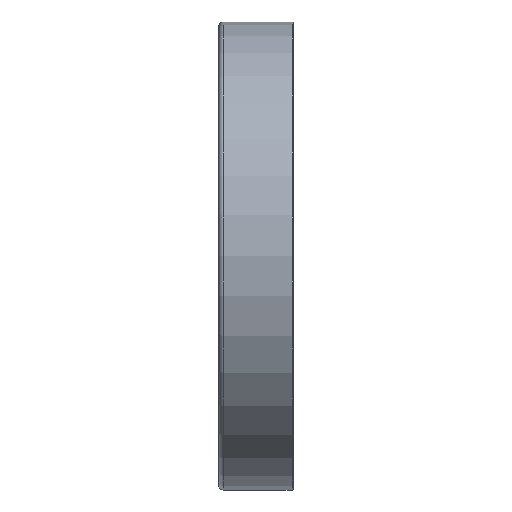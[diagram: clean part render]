
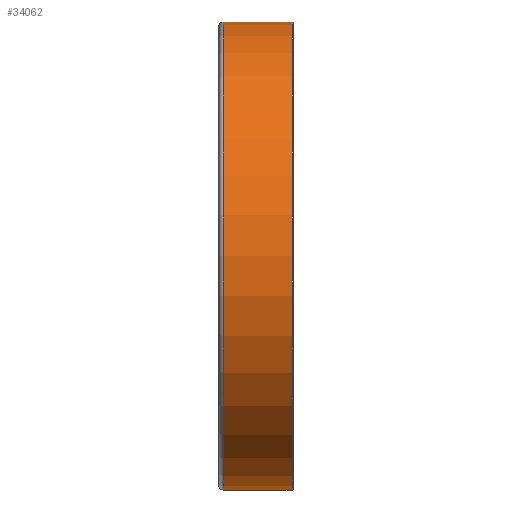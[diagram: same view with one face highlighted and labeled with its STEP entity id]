
A CAD part, top view. The second image highlights one B-rep face of the part: STEP entity #34062.
In plain terms, the highlighted cylindrical face has radius 50 mm (diameter 100 mm), a partial arc.
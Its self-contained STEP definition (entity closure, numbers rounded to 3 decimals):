
#24437=DIRECTION('',(-1.,0.,0.));
#24438=VECTOR('',#24437,14.7);
#24439=CARTESIAN_POINT('',(7.7,50.,0.));
#24440=LINE('',#24439,#24438);
#24444=DIRECTION('',(-1.,0.,0.));
#24445=VECTOR('',#24444,14.7);
#24446=CARTESIAN_POINT('',(7.7,-50.,0.));
#24447=LINE('',#24446,#24445);
#24459=CARTESIAN_POINT('',(7.7,0.,0.));
#24460=DIRECTION('',(1.,0.,0.));
#24461=DIRECTION('',(0.,1.,0.));
#24462=AXIS2_PLACEMENT_3D('',#24459,#24460,#24461);
#24467=CARTESIAN_POINT('',(-7.,0.,0.));
#24468=DIRECTION('',(1.,0.,0.));
#24469=DIRECTION('',(0.,1.,0.));
#24470=AXIS2_PLACEMENT_3D('',#24467,#24468,#24469);
#31128=CARTESIAN_POINT('',(7.7,50.,0.));
#31129=CARTESIAN_POINT('',(-7.,50.,0.));
#31130=VERTEX_POINT('',#31128);
#31131=VERTEX_POINT('',#31129);
#31140=CARTESIAN_POINT('',(7.7,-50.,0.));
#31141=CARTESIAN_POINT('',(-7.,-50.,0.));
#31142=VERTEX_POINT('',#31140);
#31143=VERTEX_POINT('',#31141);
#34050=CARTESIAN_POINT('',(-8.8,0.,0.));
#34051=DIRECTION('',(1.,0.,0.));
#34052=DIRECTION('',(0.,-1.,0.));
#34053=AXIS2_PLACEMENT_3D('',#34050,#34051,#34052);
#34054=CYLINDRICAL_SURFACE('',#34053,50.);
#34055=ORIENTED_EDGE('',*,*,#34040,.F.);
#34056=ORIENTED_EDGE('',*,*,#34017,.T.);
#34057=ORIENTED_EDGE('',*,*,#34044,.T.);
#34059=ORIENTED_EDGE('',*,*,#34058,.F.);
#34060=EDGE_LOOP('',(#34055,#34056,#34057,#34059));
#34061=FACE_OUTER_BOUND('',#34060,.F.);
#24463=CIRCLE('',#24462,50.);
#24471=CIRCLE('',#24470,50.);
#34017=EDGE_CURVE('',#31130,#31142,#24463,.T.);
#34040=EDGE_CURVE('',#31130,#31131,#24440,.T.);
#34044=EDGE_CURVE('',#31142,#31143,#24447,.T.);
#34058=EDGE_CURVE('',#31131,#31143,#24471,.T.);
#34062=ADVANCED_FACE('',(#34061),#34054,.T.);
